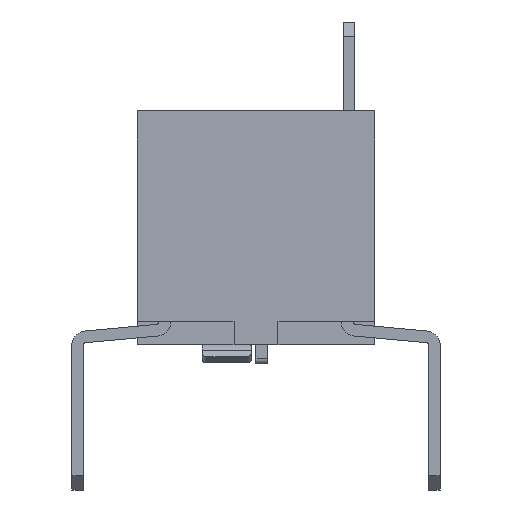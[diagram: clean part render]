
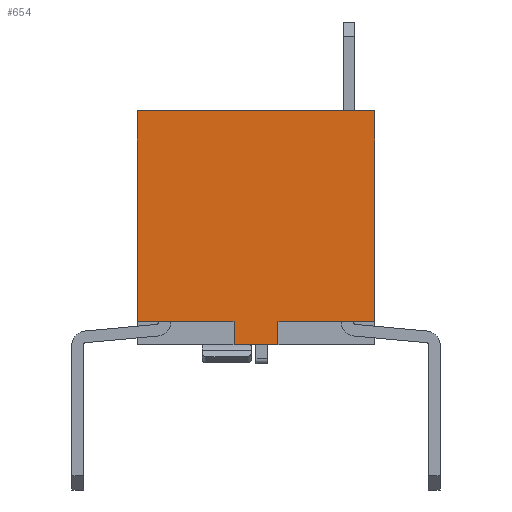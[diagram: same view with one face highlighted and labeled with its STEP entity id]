
A CAD part, left-side view. The second image highlights one B-rep face of the part: STEP entity #654.
In plain terms, the highlighted planar face has unit normal (-1, 0, 0).
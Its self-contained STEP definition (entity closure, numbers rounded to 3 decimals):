
#654 = ADVANCED_FACE( '', ( #1486 ), #1487, .F. );
#1486 = FACE_OUTER_BOUND( '', #2474, .T. );
#1487 = PLANE( '', #2475 );
#2474 = EDGE_LOOP( '', ( #4507, #4508, #4509, #4510, #4511, #4512, #4513, #4514 ) );
#2475 = AXIS2_PLACEMENT_3D( '', #4515, #4516, #4517 );
#4507 = ORIENTED_EDGE( '', *, *, #6477, .F. );
#4508 = ORIENTED_EDGE( '', *, *, #6526, .T. );
#4509 = ORIENTED_EDGE( '', *, *, #6020, .T. );
#4510 = ORIENTED_EDGE( '', *, *, #5931, .F. );
#4511 = ORIENTED_EDGE( '', *, *, #6573, .F. );
#4512 = ORIENTED_EDGE( '', *, *, #6637, .F. );
#4513 = ORIENTED_EDGE( '', *, *, #6638, .T. );
#4514 = ORIENTED_EDGE( '', *, *, #6639, .T. );
#4515 = CARTESIAN_POINT( '', ( -10.46, 0., 0. ) );
#4516 = DIRECTION( '', ( 1., 0., 0. ) );
#4517 = DIRECTION( '', ( 0., 0., -1. ) );
#5931 = EDGE_CURVE( '', #7141, #7142, #7143, .T. );
#6020 = EDGE_CURVE( '', #7301, #7142, #7302, .T. );
#6477 = EDGE_CURVE( '', #8006, #8008, #8009, .T. );
#6526 = EDGE_CURVE( '', #8006, #7301, #8085, .T. );
#6573 = EDGE_CURVE( '', #8151, #7141, #8152, .T. );
#6637 = EDGE_CURVE( '', #8242, #8151, #8243, .T. );
#6638 = EDGE_CURVE( '', #8242, #8244, #8245, .T. );
#6639 = EDGE_CURVE( '', #8244, #8008, #8246, .T. );
#7141 = VERTEX_POINT( '', #8876 );
#7142 = VERTEX_POINT( '', #8877 );
#7143 = LINE( '', #8878, #8879 );
#7301 = VERTEX_POINT( '', #9128 );
#7302 = LINE( '', #9129, #9130 );
#8006 = VERTEX_POINT( '', #10166 );
#8008 = VERTEX_POINT( '', #10169 );
#8009 = LINE( '', #10170, #10171 );
#8085 = LINE( '', #10287, #10288 );
#8151 = VERTEX_POINT( '', #10398 );
#8152 = LINE( '', #10399, #10400 );
#8242 = VERTEX_POINT( '', #10535 );
#8243 = LINE( '', #10536, #10537 );
#8244 = VERTEX_POINT( '', #10538 );
#8245 = LINE( '', #10539, #10540 );
#8246 = LINE( '', #10541, #10542 );
#8876 = CARTESIAN_POINT( '', ( -10.46, -2.54, 2.5 ) );
#8877 = CARTESIAN_POINT( '', ( -10.46, -2.54, -2. ) );
#8878 = CARTESIAN_POINT( '', ( -10.46, -2.54, 2.5 ) );
#8879 = VECTOR( '', #11110, 1000. );
#9128 = CARTESIAN_POINT( '', ( -10.46, -0.47, -2. ) );
#9129 = CARTESIAN_POINT( '', ( -10.46, 0., -2. ) );
#9130 = VECTOR( '', #11185, 1000. );
#10166 = CARTESIAN_POINT( '', ( -10.46, -0.47, -2.5 ) );
#10169 = CARTESIAN_POINT( '', ( -10.46, 0.47, -2.5 ) );
#10170 = CARTESIAN_POINT( '', ( -10.46, -2.54, -2.5 ) );
#10171 = VECTOR( '', #11597, 1000. );
#10287 = CARTESIAN_POINT( '', ( -10.46, -0.47, 0. ) );
#10288 = VECTOR( '', #11644, 1000. );
#10398 = CARTESIAN_POINT( '', ( -10.46, 2.54, 2.5 ) );
#10399 = CARTESIAN_POINT( '', ( -10.46, 2.54, 2.5 ) );
#10400 = VECTOR( '', #11690, 1000. );
#10535 = CARTESIAN_POINT( '', ( -10.46, 2.54, -2. ) );
#10536 = CARTESIAN_POINT( '', ( -10.46, 2.54, -2.5 ) );
#10537 = VECTOR( '', #11742, 1000. );
#10538 = CARTESIAN_POINT( '', ( -10.46, 0.47, -2. ) );
#10539 = CARTESIAN_POINT( '', ( -10.46, 0., -2. ) );
#10540 = VECTOR( '', #11743, 1000. );
#10541 = CARTESIAN_POINT( '', ( -10.46, 0.47, 0. ) );
#10542 = VECTOR( '', #11744, 1000. );
#11110 = DIRECTION( '', ( 0., 0., -1. ) );
#11185 = DIRECTION( '', ( 0., -1., 0. ) );
#11597 = DIRECTION( '', ( 0., 1., 0. ) );
#11644 = DIRECTION( '', ( 0., 0., 1. ) );
#11690 = DIRECTION( '', ( 0., -1., 0. ) );
#11742 = DIRECTION( '', ( 0., 0., 1. ) );
#11743 = DIRECTION( '', ( 0., -1., 0. ) );
#11744 = DIRECTION( '', ( 0., 0., -1. ) );
